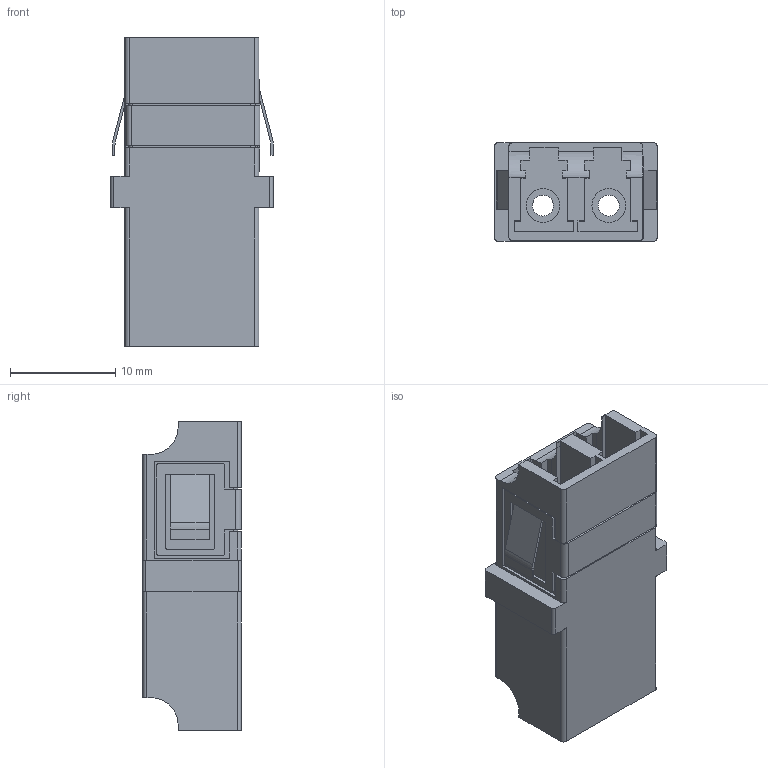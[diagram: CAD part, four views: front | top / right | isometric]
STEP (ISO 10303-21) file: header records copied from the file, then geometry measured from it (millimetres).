
FILE_DESCRIPTION (( 'STEP AP214' ), '1' );
FILE_NAME ('FOA-974AF_3D.step', '2025-06-11T11:23:03', ( '' ), ( '' ), 'SwSTEP 2.0', 'SolidWorks 2022', '' );
FILE_SCHEMA (( 'AUTOMOTIVE_DESIGN' ));
Length unit declared in the file: inch
Products named in the file (3): FOA-974AF; FOA-985_MOUNTING CLIP; FOA-974AF_3D
Assembly tree (2 placements, depth 2):
  FOA-974AF_3D
    FOA-974AF
    FOA-985_MOUNTING CLIP
Bounding box: 15.42 x 9.35 x 29.34 mm (x, y, z)
Volume: 1773.5 mm3; surface area: 3385.3 mm2
Topology: 2 solids, 2 shells, 289 faces, 847 edges, 558 vertices
Faces by surface type: plane 230, cylinder 59
Entity records: 10187 total; most frequent: CARTESIAN_POINT 1699, ORIENTED_EDGE 1694, DIRECTION 1569, EDGE_CURVE 847, VECTOR 713, LINE 713, VERTEX_POINT 558, AXIS2_PLACEMENT_3D 428
